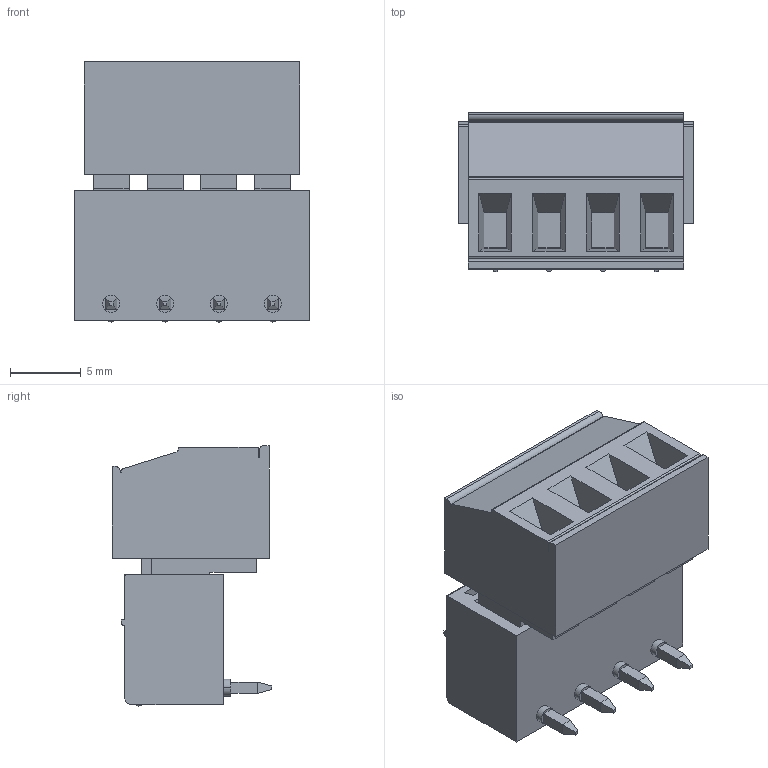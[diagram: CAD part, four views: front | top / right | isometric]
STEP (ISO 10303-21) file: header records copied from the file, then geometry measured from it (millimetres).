
FILE_DESCRIPTION (( 'STEP AP214' ), '1' );
FILE_NAME ('CF9C080A-529E-4D17-B794-39CDD967938C.STEP', '2024-10-29T17:02:23', ( '' ), ( '' ), 'SwSTEP 2.0', 'SolidWorks 2022', '' );
FILE_SCHEMA (( 'AUTOMOTIVE_DESIGN' ));
Length unit declared in the file: millimetre
Products named in the file (1): CF9C080A-529E-4D17-B794-39CDD967938C
Bounding box: 16.63 x 11.28 x 18.4 mm (x, y, z)
Volume: 2029.2 mm3; surface area: 3073.5 mm2
Topology: 2 solids, 2 shells, 487 faces, 1223 edges, 794 vertices
Faces by surface type: plane 384, cylinder 95, cone 4, sphere 4
Entity records: 19699 total; most frequent: CARTESIAN_POINT 2509, ORIENTED_EDGE 2422, DIRECTION 2397, EDGE_CURVE 1211, VECTOR 985, LINE 985, VERTEX_POINT 786, AXIS2_PLACEMENT_3D 706
